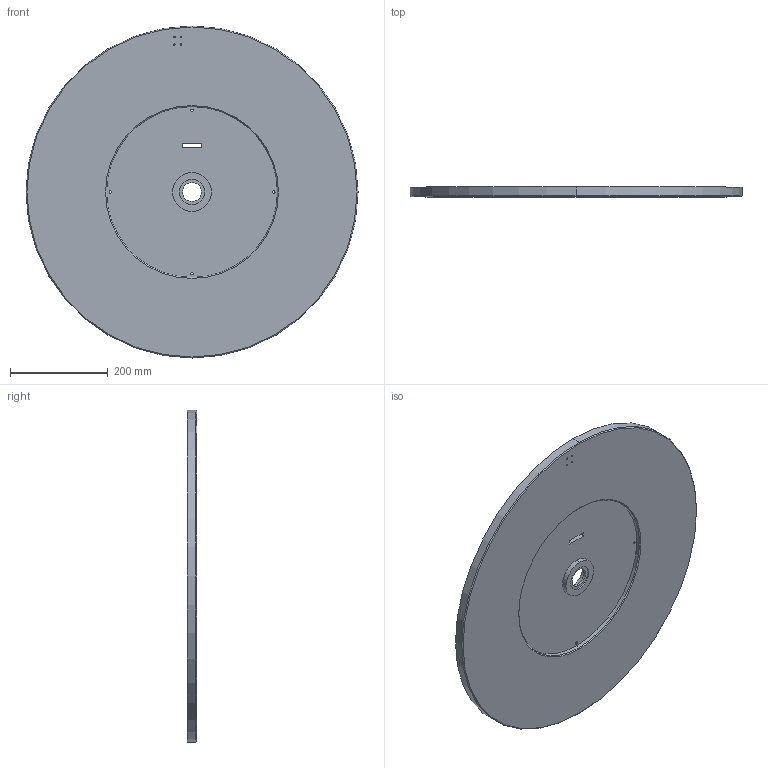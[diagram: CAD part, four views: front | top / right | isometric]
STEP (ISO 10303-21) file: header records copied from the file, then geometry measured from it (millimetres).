
FILE_DESCRIPTION (( 'STEP AP214' ), '1' );
FILE_NAME ('Rotating_Plate.STEP', '2024-12-09T00:20:37', ( '' ), ( '' ), 'SwSTEP 2.0', 'SolidWorks 2022', '' );
FILE_SCHEMA (( 'AUTOMOTIVE_DESIGN' ));
Length unit declared in the file: millimetre
Products named in the file (1): Rotating_Plate
Bounding box: 680 x 20 x 680 mm (x, y, z)
Volume: 6296533.4 mm3; surface area: 782743 mm2
Topology: 1 solids, 1 shells, 138 faces, 358 edges, 234 vertices
Faces by surface type: cylinder 106, plane 22, bspline 6, cone 4
Entity records: 8678 total; most frequent: CARTESIAN_POINT 5537, ORIENTED_EDGE 716, DIRECTION 592, EDGE_CURVE 358, VERTEX_POINT 234, AXIS2_PLACEMENT_3D 229, EDGE_LOOP 170, ADVANCED_FACE 138
